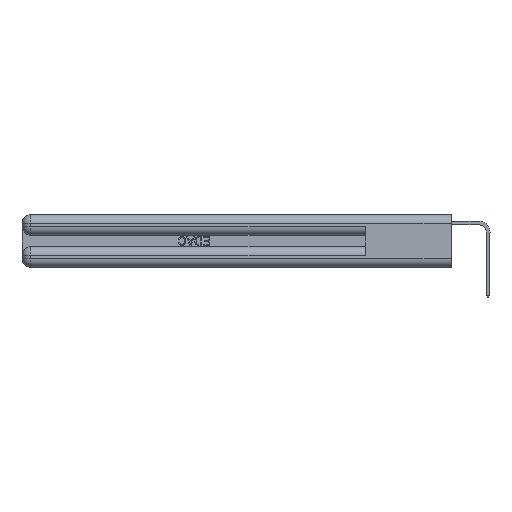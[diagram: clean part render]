
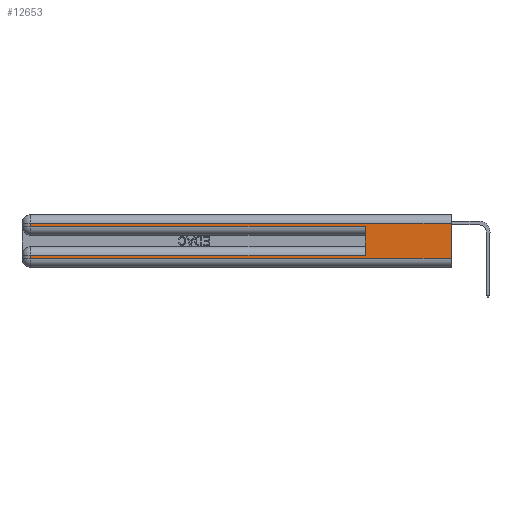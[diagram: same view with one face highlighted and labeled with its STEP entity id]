
A CAD part, left-side view. The second image highlights one B-rep face of the part: STEP entity #12653.
In plain terms, the highlighted planar face has unit normal (-1, 0, 0).
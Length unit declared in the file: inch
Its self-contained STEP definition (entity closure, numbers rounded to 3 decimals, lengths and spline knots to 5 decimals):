
#43 = VERTEX_POINT ( 'NONE', #1366 ) ;
#260 = EDGE_CURVE ( 'NONE', #23457, #43, #26128, .T. ) ;
#589 = CARTESIAN_POINT ( 'NONE',  ( 0., 2.94, 0.06 ) ) ;
#1196 = VECTOR ( 'NONE', #10941, 39.37008 ) ;
#1366 = CARTESIAN_POINT ( 'NONE',  ( 0., 2.94, 0.285 ) ) ;
#1581 = AXIS2_PLACEMENT_3D ( 'NONE', #23754, #26018, #12941 ) ;
#2009 = VECTOR ( 'NONE', #2515, 39.37008 ) ;
#2237 = ORIENTED_EDGE ( 'NONE', *, *, #5246, .T. ) ;
#2515 = DIRECTION ( 'NONE',  ( 0., 0., -1. ) ) ;
#2823 = EDGE_CURVE ( 'NONE', #24872, #15699, #2963, .T. ) ;
#2963 = LINE ( 'NONE', #11577, #25636 ) ;
#3049 = CARTESIAN_POINT ( 'NONE',  ( 0., 0., 0.06 ) ) ;
#3612 = ORIENTED_EDGE ( 'NONE', *, *, #2823, .T. ) ;
#5246 = EDGE_CURVE ( 'NONE', #18089, #15900, #20359, .T. ) ;
#6303 = PLANE ( 'NONE',  #1581 ) ;
#6751 = ORIENTED_EDGE ( 'NONE', *, *, #11167, .F. ) ;
#7599 = CARTESIAN_POINT ( 'NONE',  ( 0., 0., 0.085 ) ) ;
#7779 = LINE ( 'NONE', #21880, #1196 ) ;
#7901 = LINE ( 'NONE', #24415, #2009 ) ;
#9010 = CARTESIAN_POINT ( 'NONE',  ( 0., 2.94, 0.31 ) ) ;
#10405 = EDGE_LOOP ( 'NONE', ( #22212, #27986, #11225, #17757, #6751, #2237, #19796, #3612 ) ) ;
#10941 = DIRECTION ( 'NONE',  ( 0., -1., 0. ) ) ;
#11167 = EDGE_CURVE ( 'NONE', #18089, #25201, #18894, .T. ) ;
#11225 = ORIENTED_EDGE ( 'NONE', *, *, #260, .T. ) ;
#11577 = CARTESIAN_POINT ( 'NONE',  ( 0., 0., 0.06 ) ) ;
#12016 = CARTESIAN_POINT ( 'NONE',  ( 0., 0., 0.31 ) ) ;
#12074 = EDGE_CURVE ( 'NONE', #23182, #23457, #23985, .T. ) ;
#12653 = ADVANCED_FACE ( 'NONE', ( #21225 ), #6303, .F. ) ;
#12941 = DIRECTION ( 'NONE',  ( 0., 0., -1. ) ) ;
#13220 = CARTESIAN_POINT ( 'NONE',  ( 0., 2.94, 0.37 ) ) ;
#13797 = DIRECTION ( 'NONE',  ( 0., -1., 0. ) ) ;
#14654 = EDGE_CURVE ( 'NONE', #15900, #24872, #26232, .T. ) ;
#14937 = CARTESIAN_POINT ( 'NONE',  ( 0., 0.6, 0.285 ) ) ;
#15012 = CARTESIAN_POINT ( 'NONE',  ( 0., 2.94, 0.085 ) ) ;
#15251 = CARTESIAN_POINT ( 'NONE',  ( 0., 2.94, 0.37 ) ) ;
#15435 = DIRECTION ( 'NONE',  ( 0., 0., 1. ) ) ;
#15699 = VERTEX_POINT ( 'NONE', #3049 ) ;
#15900 = VERTEX_POINT ( 'NONE', #15012 ) ;
#17448 = DIRECTION ( 'NONE',  ( 0., 0., -1. ) ) ;
#17636 = CARTESIAN_POINT ( 'NONE',  ( 0., 0.6, 0.145 ) ) ;
#17644 = DIRECTION ( 'NONE',  ( 0., 0., -1. ) ) ;
#17757 = ORIENTED_EDGE ( 'NONE', *, *, #22913, .T. ) ;
#18089 = VERTEX_POINT ( 'NONE', #18615 ) ;
#18615 = CARTESIAN_POINT ( 'NONE',  ( 0., 0.6, 0.085 ) ) ;
#18894 = LINE ( 'NONE', #17636, #24039 ) ;
#19796 = ORIENTED_EDGE ( 'NONE', *, *, #14654, .T. ) ;
#20342 = VECTOR ( 'NONE', #17448, 39.37008 ) ;
#20359 = LINE ( 'NONE', #7599, #25459 ) ;
#20933 = DIRECTION ( 'NONE',  ( 0., 1., 0. ) ) ;
#21225 = FACE_OUTER_BOUND ( 'NONE', #10405, .T. ) ;
#21840 = VECTOR ( 'NONE', #17644, 39.37008 ) ;
#21880 = CARTESIAN_POINT ( 'NONE',  ( 0., 0., 0.285 ) ) ;
#22212 = ORIENTED_EDGE ( 'NONE', *, *, #26737, .F. ) ;
#22913 = EDGE_CURVE ( 'NONE', #43, #25201, #7779, .T. ) ;
#23182 = VERTEX_POINT ( 'NONE', #25065 ) ;
#23301 = VECTOR ( 'NONE', #20933, 39.37008 ) ;
#23457 = VERTEX_POINT ( 'NONE', #9010 ) ;
#23754 = CARTESIAN_POINT ( 'NONE',  ( 0., 0., 0.37 ) ) ;
#23985 = LINE ( 'NONE', #12016, #23301 ) ;
#24039 = VECTOR ( 'NONE', #15435, 39.37008 ) ;
#24415 = CARTESIAN_POINT ( 'NONE',  ( 0., 0., 0.37 ) ) ;
#24872 = VERTEX_POINT ( 'NONE', #589 ) ;
#25065 = CARTESIAN_POINT ( 'NONE',  ( 0., 0., 0.31 ) ) ;
#25201 = VERTEX_POINT ( 'NONE', #14937 ) ;
#25459 = VECTOR ( 'NONE', #27298, 39.37008 ) ;
#25636 = VECTOR ( 'NONE', #13797, 39.37008 ) ;
#26018 = DIRECTION ( 'NONE',  ( 1., 0., 0. ) ) ;
#26128 = LINE ( 'NONE', #15251, #20342 ) ;
#26232 = LINE ( 'NONE', #13220, #21840 ) ;
#26737 = EDGE_CURVE ( 'NONE', #23182, #15699, #7901, .T. ) ;
#27298 = DIRECTION ( 'NONE',  ( 0., 1., 0. ) ) ;
#27986 = ORIENTED_EDGE ( 'NONE', *, *, #12074, .T. ) ;
